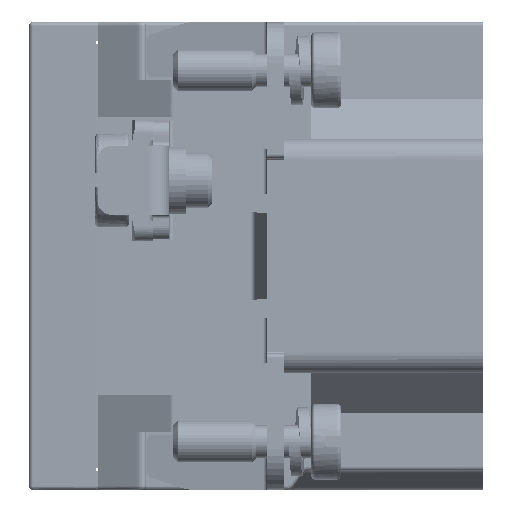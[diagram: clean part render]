
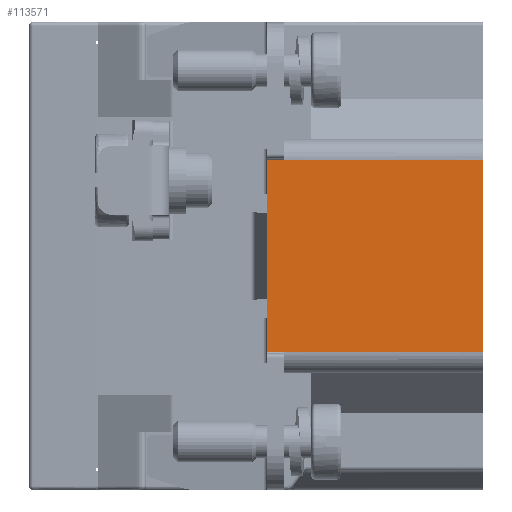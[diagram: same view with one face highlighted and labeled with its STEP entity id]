
A CAD part, left-side view. The second image highlights one B-rep face of the part: STEP entity #113571.
In plain terms, the highlighted planar face has unit normal (-1, 0, 0).
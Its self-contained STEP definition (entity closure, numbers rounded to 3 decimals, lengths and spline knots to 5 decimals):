
#13480=DIRECTION('',(0.,-1.,0.));
#13481=VECTOR('',#13480,0.57087);
#13482=CARTESIAN_POINT('',(-2.1811,0.57087,
-0.27559));
#13483=LINE('',#13482,#13481);
#13488=DIRECTION('',(0.,-1.,0.017));
#13489=VECTOR('',#13488,0.04725);
#13490=CARTESIAN_POINT('',(-2.1811,0.61811,
0.27477));
#13491=LINE('',#13490,#13489);
#13492=DIRECTION('',(0.,0.,-1.));
#13493=VECTOR('',#13492,0.55118);
#13494=CARTESIAN_POINT('',(-2.1811,0.,0.27559));
#13495=LINE('',#13494,#13493);
#17697=DIRECTION('',(0.,1.,0.));
#17698=VECTOR('',#17697,0.57087);
#17699=CARTESIAN_POINT('',(-2.1811,0.,0.27559));
#17700=LINE('',#17699,#17698);
#17719=DIRECTION('',(0.,0.,-1.));
#17720=VECTOR('',#17719,0.54953);
#17721=CARTESIAN_POINT('',(-2.1811,0.61811,
0.27477));
#17722=LINE('',#17721,#17720);
#17741=DIRECTION('',(0.,-1.,-0.017));
#17742=VECTOR('',#17741,0.04725);
#17743=CARTESIAN_POINT('',(-2.1811,0.61811,
-0.27477));
#17744=LINE('',#17743,#17742);
#84455=CARTESIAN_POINT('',(-2.1811,0.,-0.27559));
#84456=VERTEX_POINT('',#84455);
#84457=CARTESIAN_POINT('',(-2.1811,0.,0.27559));
#84458=VERTEX_POINT('',#84457);
#85095=CARTESIAN_POINT('',(-2.1811,0.57087,
0.27559));
#85097=VERTEX_POINT('',#85095);
#85115=CARTESIAN_POINT('',(-2.1811,0.57087,
-0.27559));
#85116=VERTEX_POINT('',#85115);
#85171=CARTESIAN_POINT('',(-2.1811,0.61811,
0.27477));
#85172=VERTEX_POINT('',#85171);
#85184=CARTESIAN_POINT('',(-2.1811,0.61811,
-0.27477));
#85185=VERTEX_POINT('',#85184);
#113554=CARTESIAN_POINT('',(-2.1811,0.,-0.33465));
#113555=DIRECTION('',(-1.,0.,0.));
#113556=DIRECTION('',(0.,0.,1.));
#113557=AXIS2_PLACEMENT_3D('',#113554,#113555,#113556);
#113558=PLANE('',#113557);
#113560=ORIENTED_EDGE('',*,*,#113559,.T.);
#113562=ORIENTED_EDGE('',*,*,#113561,.F.);
#113563=ORIENTED_EDGE('',*,*,#103364,.T.);
#113564=ORIENTED_EDGE('',*,*,#113546,.F.);
#113566=ORIENTED_EDGE('',*,*,#113565,.F.);
#113568=ORIENTED_EDGE('',*,*,#113567,.F.);
#113569=EDGE_LOOP('',(#113560,#113562,#113563,#113564,#113566,#113568));
#113570=FACE_OUTER_BOUND('',#113569,.F.);
#113571=ADVANCED_FACE('',(#113570),#113558,.T.);
#103364=EDGE_CURVE('',#84458,#84456,#13495,.T.);
#113546=EDGE_CURVE('',#85116,#84456,#13483,.T.);
#113559=EDGE_CURVE('',#85172,#85097,#13491,.T.);
#113561=EDGE_CURVE('',#84458,#85097,#17700,.T.);
#113565=EDGE_CURVE('',#85185,#85116,#17744,.T.);
#113567=EDGE_CURVE('',#85172,#85185,#17722,.T.);
